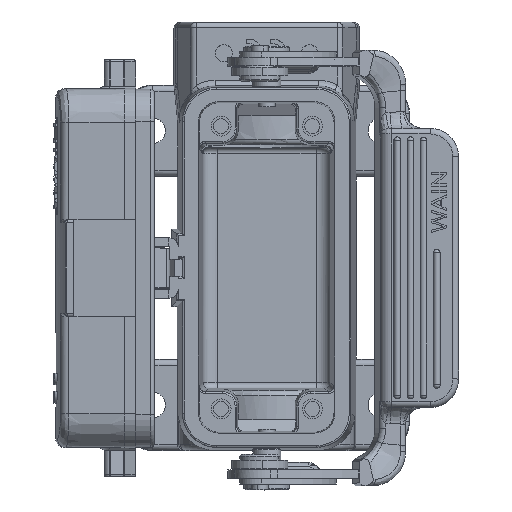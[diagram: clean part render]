
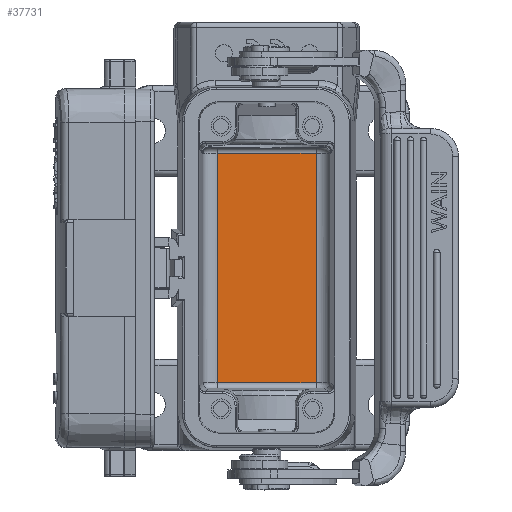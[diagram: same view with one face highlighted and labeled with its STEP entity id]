
A CAD part, top view. The second image highlights one B-rep face of the part: STEP entity #37731.
In plain terms, the highlighted planar face has unit normal (0, 0, 1).
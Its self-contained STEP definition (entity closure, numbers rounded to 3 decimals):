
#9464=DIRECTION('',(0.,1.,0.));
#9465=VECTOR('',#9464,40.183);
#9466=CARTESIAN_POINT('',(-8.899,-19.895,
-46.329));
#9467=LINE('',#9466,#9465);
#9944=DIRECTION('',(1.,0.,0.));
#9945=VECTOR('',#9944,17.311);
#9946=CARTESIAN_POINT('',(-26.21,-19.895,
-46.329));
#9947=LINE('',#9946,#9945);
#9956=CARTESIAN_POINT('',(-26.21,20.285,
-46.329));
#9958=DIRECTION('',(0.,-1.,0.));
#9959=VECTOR('',#9958,40.18);
#9960=CARTESIAN_POINT('',(-26.21,20.285,
-46.329));
#9961=LINE('',#9960,#9959);
#9985=DIRECTION('',(-1.,0.,0.));
#9986=VECTOR('',#9985,17.311);
#9987=CARTESIAN_POINT('',(-8.899,20.288,
-46.329));
#9988=LINE('',#9987,#9986);
#19757=VERTEX_POINT('',#9956);
#19758=CARTESIAN_POINT('',(-26.21,-19.895,
-46.329));
#19759=VERTEX_POINT('',#19758);
#19761=CARTESIAN_POINT('',(-8.899,20.288,
-46.329));
#19762=VERTEX_POINT('',#19761);
#19763=CARTESIAN_POINT('',(-8.899,-19.895,
-46.329));
#19764=VERTEX_POINT('',#19763);
#37718=CARTESIAN_POINT('',(-17.554,0.197,
-46.329));
#37719=DIRECTION('',(0.,0.,1.));
#37720=DIRECTION('',(1.,0.,0.));
#37721=AXIS2_PLACEMENT_3D('',#37718,#37719,#37720);
#37722=PLANE('',#37721);
#37724=ORIENTED_EDGE('',*,*,#37723,.F.);
#37726=ORIENTED_EDGE('',*,*,#37725,.F.);
#37727=ORIENTED_EDGE('',*,*,#36995,.F.);
#37728=ORIENTED_EDGE('',*,*,#37712,.F.);
#37729=EDGE_LOOP('',(#37724,#37726,#37727,#37728));
#37730=FACE_OUTER_BOUND('',#37729,.F.);
#37731=ADVANCED_FACE('',(#37730),#37722,.T.);
#36995=EDGE_CURVE('',#19764,#19762,#9467,.T.);
#37712=EDGE_CURVE('',#19759,#19764,#9947,.T.);
#37723=EDGE_CURVE('',#19757,#19759,#9961,.T.);
#37725=EDGE_CURVE('',#19762,#19757,#9988,.T.);
